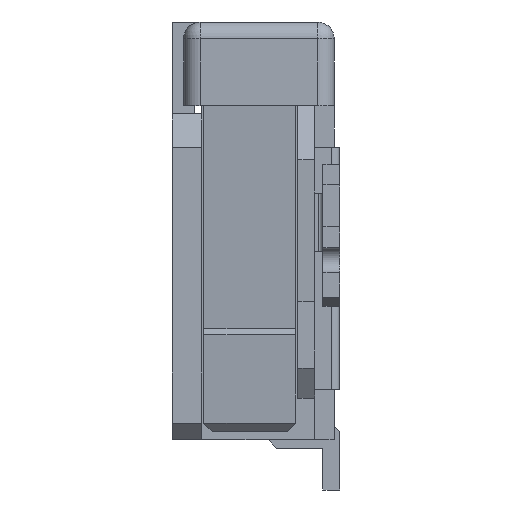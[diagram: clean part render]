
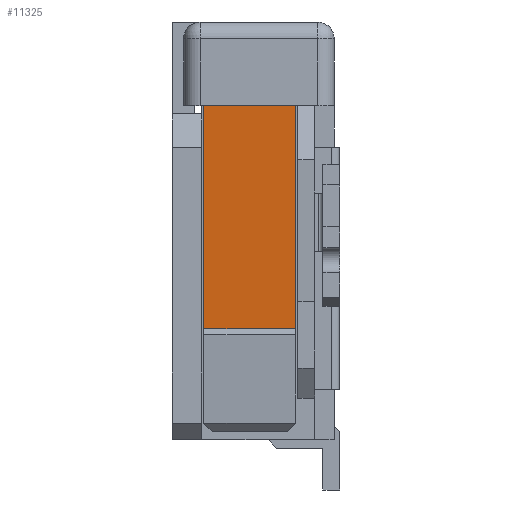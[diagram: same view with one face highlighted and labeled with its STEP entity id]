
A CAD part, left-side view. The second image highlights one B-rep face of the part: STEP entity #11325.
In plain terms, the highlighted planar face has unit normal (-0.997, 0, -0.079).
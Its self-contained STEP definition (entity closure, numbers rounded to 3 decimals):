
#300=FACE_OUTER_BOUND('',#963,.T.);
#963=EDGE_LOOP('',(#7911,#7912,#7913,#7914));
#1782=LINE('',#16208,#3355);
#1793=LINE('',#16238,#3366);
#1796=LINE('',#16243,#3369);
#1797=LINE('',#16244,#3370);
#3355=VECTOR('',#13160,1000.);
#3366=VECTOR('',#13181,1000.);
#3369=VECTOR('',#13186,1000.);
#3370=VECTOR('',#13187,1000.);
#4847=VERTEX_POINT('',#16205);
#4848=VERTEX_POINT('',#16207);
#4861=VERTEX_POINT('',#16235);
#4862=VERTEX_POINT('',#16237);
#6008=EDGE_CURVE('',#4847,#4848,#1782,.T.);
#6023=EDGE_CURVE('',#4862,#4861,#1793,.T.);
#6026=EDGE_CURVE('',#4862,#4847,#1796,.T.);
#6027=EDGE_CURVE('',#4861,#4848,#1797,.T.);
#7911=ORIENTED_EDGE('',*,*,#6008,.F.);
#7912=ORIENTED_EDGE('',*,*,#6026,.F.);
#7913=ORIENTED_EDGE('',*,*,#6023,.T.);
#7914=ORIENTED_EDGE('',*,*,#6027,.T.);
#10681=PLANE('',#12075);
#11325=ADVANCED_FACE('',(#300),#10681,.F.);
#12075=AXIS2_PLACEMENT_3D('',#16242,#13184,#13185);
#13160=DIRECTION('',(-0.079,0.,0.997));
#13181=DIRECTION('',(-0.079,0.,0.997));
#13184=DIRECTION('center_axis',(0.997,0.,
0.079));
#13185=DIRECTION('ref_axis',(0.,-1.,0.));
#13186=DIRECTION('',(0.,1.,0.));
#13187=DIRECTION('',(0.,1.,0.));
#16205=CARTESIAN_POINT('',(-14.562,1.625,-1.169));
#16207=CARTESIAN_POINT('',(-14.773,1.625,1.5));
#16208=CARTESIAN_POINT('',(-14.773,1.625,1.5));
#16235=CARTESIAN_POINT('',(-14.773,0.525,1.5));
#16237=CARTESIAN_POINT('',(-14.562,0.525,-1.169));
#16238=CARTESIAN_POINT('',(-14.773,0.525,1.5));
#16242=CARTESIAN_POINT('Origin',(-14.773,0.525,1.5));
#16243=CARTESIAN_POINT('',(-14.562,0.525,-1.169));
#16244=CARTESIAN_POINT('',(-14.773,0.525,1.5));
